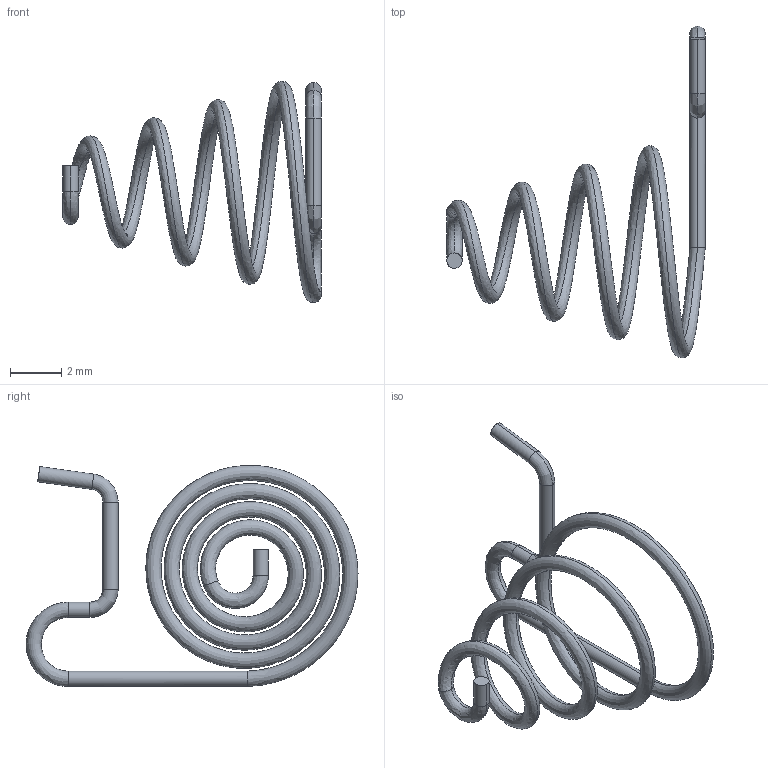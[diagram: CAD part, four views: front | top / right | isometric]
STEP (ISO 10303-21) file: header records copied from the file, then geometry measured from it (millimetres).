
FILE_DESCRIPTION (( 'STEP AP214' ), '1' );
FILE_NAME ('Battery Spring M.STEP', '2020-04-03T23:48:59', ( '' ), ( '' ), 'SwSTEP 2.0', 'SolidWorks 2019', '' );
FILE_SCHEMA (( 'AUTOMOTIVE_DESIGN' ));
Length unit declared in the file: millimetre
Products named in the file (4): SPRING_M.stp; PCBA_ASM.stp; Battery Spring M; fl-remote_4-1-2020-1.stp
Assembly tree (3 placements, depth 4):
  Battery Spring M
    fl-remote_4-1-2020-1.stp
      PCBA_ASM.stp
        SPRING_M.stp
Bounding box: 10.1 x 12.97 x 8.64 mm (x, y, z)
Volume: 25.9 mm3; surface area: 174.4 mm2
Topology: 1 solids, 1 shells, 22 faces, 46 edges, 26 vertices
Faces by surface type: bspline 20, plane 2
Entity records: 2595 total; most frequent: CARTESIAN_POINT 2137, ORIENTED_EDGE 92, DIRECTION 46, EDGE_CURVE 46, B_SPLINE_CURVE_WITH_KNOTS 28, VERTEX_POINT 26, ADVANCED_FACE 22, FACE_OUTER_BOUND 22
